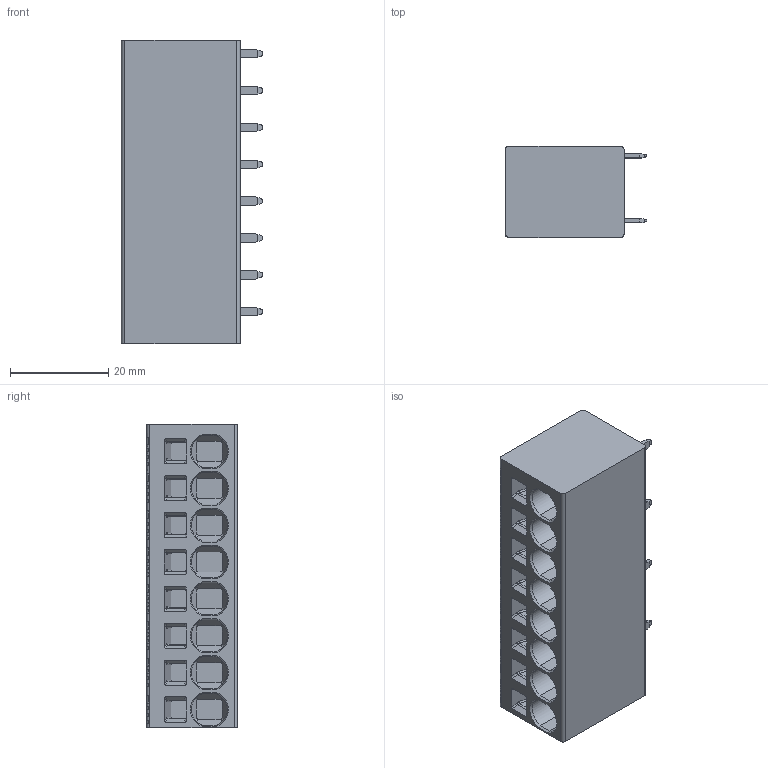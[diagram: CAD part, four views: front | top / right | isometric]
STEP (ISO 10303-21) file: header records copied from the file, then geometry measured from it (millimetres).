
FILE_DESCRIPTION((''),'2;1');
FILE_NAME('TLM-404VA','2024-09-21T',('sj'),(''),'PRO/ENGINEER BY PARAMETRIC TECHNOLOGY CORPORATION, 2013240','PRO/ENGINEER BY PARAMETRIC TECHNOLOGY CORPORATION, 2013240','');
FILE_SCHEMA(('AUTOMOTIVE_DESIGN_CC2 { 1 2 10303 214 -1 1 5 2 }'));
Length unit declared in the file: millimetre
Products named in the file (1): TLM-404VA
Bounding box: 28.75 x 18.5 x 61.8 mm (x, y, z)
Volume: 24504 mm3; surface area: 8364.2 mm2
Topology: 1 solids, 1 shells, 514 faces, 1368 edges, 880 vertices
Faces by surface type: plane 326, cylinder 140, cone 16, torus 16, bspline 16
Entity records: 16774 total; most frequent: CARTESIAN_POINT 4340, ORIENTED_EDGE 2736, DIRECTION 2340, EDGE_CURVE 1368, VECTOR 912, LINE 912, VERTEX_POINT 880, AXIS2_PLACEMENT_3D 714
